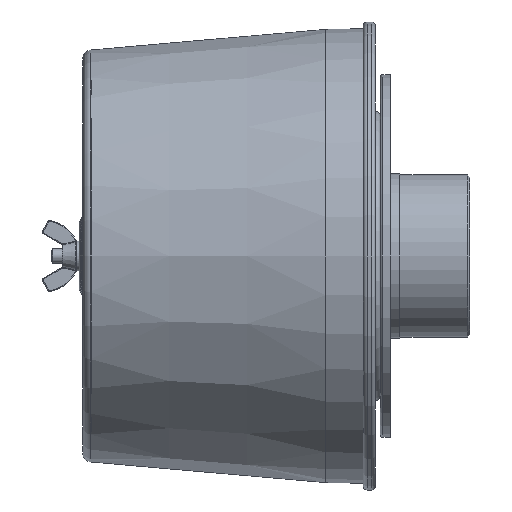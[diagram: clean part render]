
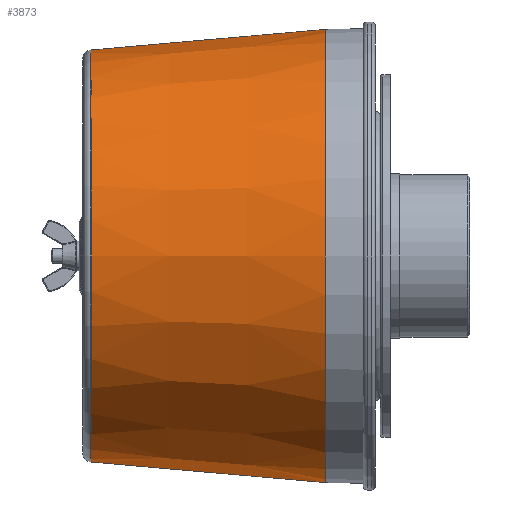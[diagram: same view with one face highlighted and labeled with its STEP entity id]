
A CAD part, left-side view. The second image highlights one B-rep face of the part: STEP entity #3873.
In plain terms, the highlighted conical face has half-angle 5.028 degrees and reference radius 152.497 mm.
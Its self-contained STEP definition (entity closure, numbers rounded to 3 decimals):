
#3140=CARTESIAN_POINT('',(0.,-7.174,0.));
#3141=DIRECTION('',(0.,1.,0.));
#3142=DIRECTION('',(0.,0.,-1.));
#3143=AXIS2_PLACEMENT_3D('',#3140,#3141,#3142);
#3145=DIRECTION('',(0.,0.996,-0.088));
#3146=VECTOR('',#3145,166.208);
#3147=CARTESIAN_POINT('',(0.,-172.743,
159.78));
#3148=LINE('',#3147,#3146);
#3149=CARTESIAN_POINT('',(0.,-172.743,0.));
#3150=DIRECTION('',(0.,1.,0.));
#3151=DIRECTION('',(0.,0.,-1.));
#3152=AXIS2_PLACEMENT_3D('',#3149,#3150,#3151);
#3154=DIRECTION('',(0.,0.996,0.088));
#3155=VECTOR('',#3154,166.208);
#3156=CARTESIAN_POINT('',(0.,-172.743,
-159.78));
#3157=LINE('',#3156,#3155);
#3727=CARTESIAN_POINT('',(0.,-7.174,
145.214));
#3728=CARTESIAN_POINT('',(0.,-7.174,
-145.214));
#3729=VERTEX_POINT('',#3727);
#3730=VERTEX_POINT('',#3728);
#3731=CARTESIAN_POINT('',(0.,-172.743,
-159.78));
#3732=VERTEX_POINT('',#3731);
#3733=CARTESIAN_POINT('',(0.,-172.743,
159.78));
#3734=VERTEX_POINT('',#3733);
#3859=CARTESIAN_POINT('',(0.,-89.958,0.));
#3860=DIRECTION('',(0.,-1.,0.));
#3861=DIRECTION('',(0.,0.,1.));
#3862=AXIS2_PLACEMENT_3D('',#3859,#3860,#3861);
#3863=CONICAL_SURFACE('',#3862,152.497,5.028);
#3865=ORIENTED_EDGE('',*,*,#3864,.T.);
#3867=ORIENTED_EDGE('',*,*,#3866,.F.);
#3868=ORIENTED_EDGE('',*,*,#3849,.F.);
#3870=ORIENTED_EDGE('',*,*,#3869,.T.);
#3871=EDGE_LOOP('',(#3865,#3867,#3868,#3870));
#3872=FACE_OUTER_BOUND('',#3871,.F.);
#3873=ADVANCED_FACE('',(#3872),#3863,.T.);
#3144=CIRCLE('',#3143,145.214);
#3153=CIRCLE('',#3152,159.78);
#3849=EDGE_CURVE('',#3732,#3734,#3153,.T.);
#3864=EDGE_CURVE('',#3730,#3729,#3144,.T.);
#3866=EDGE_CURVE('',#3734,#3729,#3148,.T.);
#3869=EDGE_CURVE('',#3732,#3730,#3157,.T.);
